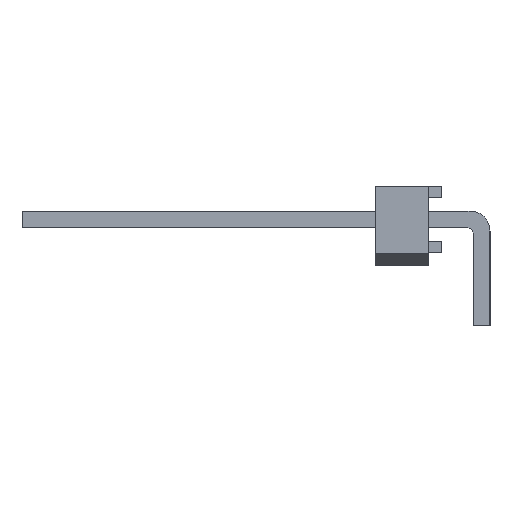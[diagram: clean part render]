
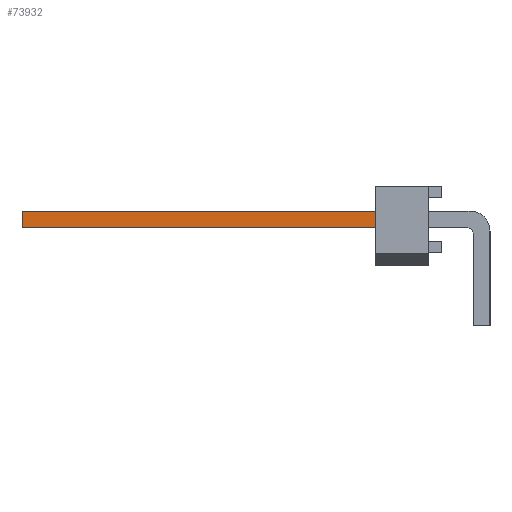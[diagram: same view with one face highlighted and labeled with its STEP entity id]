
A CAD part, left-side view. The second image highlights one B-rep face of the part: STEP entity #73932.
In plain terms, the highlighted face is planar.
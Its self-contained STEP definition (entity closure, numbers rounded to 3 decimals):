
#70869 = VERTEX_POINT('',#70870);
#70870 = CARTESIAN_POINT('',(61.278,17.526,-0.318));
#70876 = EDGE_CURVE('',#70877,#70869,#70879,.T.);
#70877 = VERTEX_POINT('',#70878);
#70878 = CARTESIAN_POINT('',(61.278,2.921,-0.318));
#70879 = LINE('',#70880,#70881);
#70880 = CARTESIAN_POINT('',(61.278,0.445,-0.318));
#70881 = VECTOR('',#70882,1.);
#70882 = DIRECTION('',(0.,1.,0.));
#72829 = VERTEX_POINT('',#72830);
#72830 = CARTESIAN_POINT('',(61.278,2.921,0.318));
#72836 = EDGE_CURVE('',#72837,#72829,#72839,.T.);
#72837 = VERTEX_POINT('',#72838);
#72838 = CARTESIAN_POINT('',(61.278,17.526,0.318));
#72839 = LINE('',#72840,#72841);
#72840 = CARTESIAN_POINT('',(61.278,17.526,0.318));
#72841 = VECTOR('',#72842,1.);
#72842 = DIRECTION('',(0.,-1.,0.));
#73921 = EDGE_CURVE('',#70869,#72837,#73922,.T.);
#73922 = LINE('',#73923,#73924);
#73923 = CARTESIAN_POINT('',(61.278,17.526,-0.318));
#73924 = VECTOR('',#73925,1.);
#73925 = DIRECTION('',(0.,0.,1.));
#73932 = ADVANCED_FACE('',(#73933),#73944,.T.);
#73933 = FACE_BOUND('',#73934,.T.);
#73934 = EDGE_LOOP('',(#73935,#73936,#73942,#73943));
#73935 = ORIENTED_EDGE('',*,*,#72836,.T.);
#73936 = ORIENTED_EDGE('',*,*,#73937,.T.);
#73937 = EDGE_CURVE('',#72829,#70877,#73938,.T.);
#73938 = LINE('',#73939,#73940);
#73939 = CARTESIAN_POINT('',(61.278,2.921,0.445));
#73940 = VECTOR('',#73941,1.);
#73941 = DIRECTION('',(0.,0.,-1.));
#73942 = ORIENTED_EDGE('',*,*,#70876,.T.);
#73943 = ORIENTED_EDGE('',*,*,#73921,.T.);
#73944 = PLANE('',#73945);
#73945 = AXIS2_PLACEMENT_3D('',#73946,#73947,#73948);
#73946 = CARTESIAN_POINT('',(61.278,0.445,0.445));
#73947 = DIRECTION('',(1.,0.,0.));
#73948 = DIRECTION('',(0.,0.,-1.));
